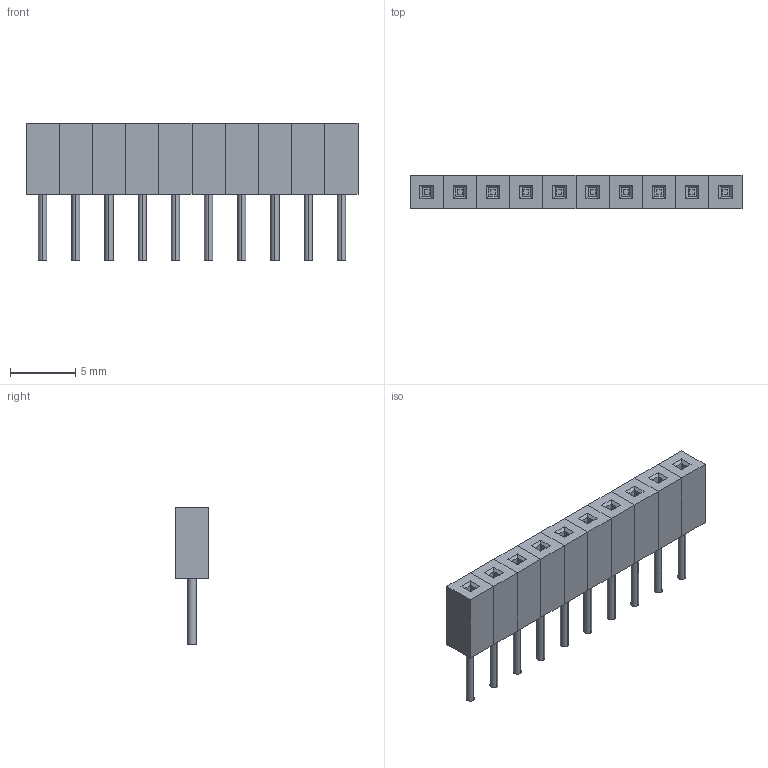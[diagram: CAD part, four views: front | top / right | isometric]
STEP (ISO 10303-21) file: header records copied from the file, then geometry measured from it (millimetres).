
FILE_DESCRIPTION(('STEP AP214'),'1');
FILE_NAME('5-535541-8_TYC','2021-07-06T21:38:52',(''),(''),'','','');
FILE_SCHEMA(('AUTOMOTIVE_DESIGN'));
Length unit declared in the file: millimetre
Products named in the file (1): product
Bounding box: 25.4 x 2.54 x 10.54 mm (x, y, z)
Volume: 353.3 mm3; surface area: 774 mm2
Topology: 11 solids, 11 shells, 262 faces, 584 edges, 364 vertices
Faces by surface type: plane 242, cylinder 20
Entity records: 6809 total; most frequent: ORIENTED_EDGE 1168, DIRECTION 1150, CARTESIAN_POINT 647, EDGE_CURVE 584, LINE 544, VECTOR 544, VERTEX_POINT 364, AXIS2_PLACEMENT_3D 303
